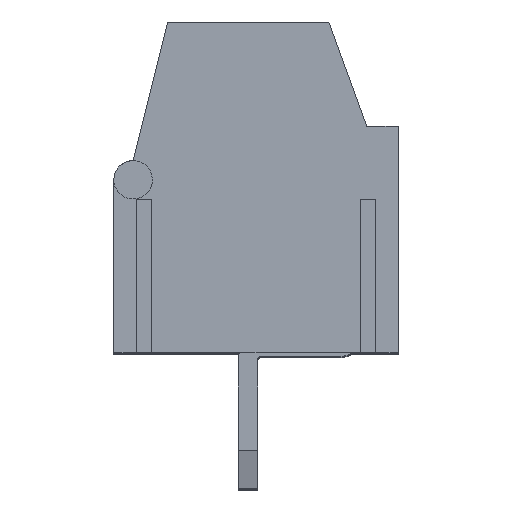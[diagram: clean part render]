
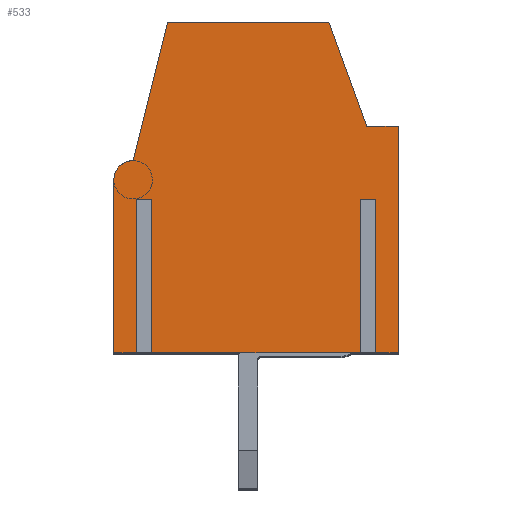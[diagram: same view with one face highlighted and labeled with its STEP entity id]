
A CAD part, top view. The second image highlights one B-rep face of the part: STEP entity #533.
In plain terms, the highlighted planar face has unit normal (0, 0, 1).
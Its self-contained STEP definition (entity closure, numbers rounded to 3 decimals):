
#533=ADVANCED_FACE('',(#1235),#12298,.T.);
#1235=FACE_OUTER_BOUND('',#1939,.T.);
#1939=EDGE_LOOP('',(#3107,#3108,#3109,#3110,#3111,#3112,#3113,#3114,#3115,
#3116,#3117,#3118,#3119,#3120,#3121,#3122));
#3107=ORIENTED_EDGE('',*,*,#6744,.T.);
#3108=ORIENTED_EDGE('',*,*,#6751,.T.);
#3109=ORIENTED_EDGE('',*,*,#6661,.T.);
#3110=ORIENTED_EDGE('',*,*,#6659,.T.);
#3111=ORIENTED_EDGE('',*,*,#6669,.T.);
#3112=ORIENTED_EDGE('',*,*,#6750,.T.);
#3113=ORIENTED_EDGE('',*,*,#6709,.T.);
#3114=ORIENTED_EDGE('',*,*,#6712,.T.);
#3115=ORIENTED_EDGE('',*,*,#6715,.T.);
#3116=ORIENTED_EDGE('',*,*,#6732,.T.);
#3117=ORIENTED_EDGE('',*,*,#6735,.T.);
#3118=ORIENTED_EDGE('',*,*,#6748,.F.);
#3119=ORIENTED_EDGE('',*,*,#6749,.F.);
#3120=ORIENTED_EDGE('',*,*,#6752,.T.);
#3121=ORIENTED_EDGE('',*,*,#6737,.T.);
#3122=ORIENTED_EDGE('',*,*,#6747,.T.);
#6659=EDGE_CURVE('',#10840,#10841,#8983,.T.);
#6661=EDGE_CURVE('',#10844,#10840,#8985,.T.);
#6669=EDGE_CURVE('',#10841,#10847,#8993,.T.);
#6709=EDGE_CURVE('',#10878,#10879,#9033,.T.);
#6712=EDGE_CURVE('',#10879,#10881,#9036,.T.);
#6715=EDGE_CURVE('',#10881,#10883,#9039,.T.);
#6732=EDGE_CURVE('',#10883,#10893,#9048,.T.);
#6735=EDGE_CURVE('',#10893,#10894,#9051,.T.);
#6737=EDGE_CURVE('',#10897,#10898,#9053,.T.);
#6744=EDGE_CURVE('',#10903,#10902,#9060,.T.);
#6747=EDGE_CURVE('',#10898,#10903,#9063,.T.);
#6748=EDGE_CURVE('',#10904,#10894,#8587,.T.);
#6749=EDGE_CURVE('',#10905,#10904,#9064,.T.);
#6750=EDGE_CURVE('',#10847,#10878,#9065,.T.);
#6751=EDGE_CURVE('',#10902,#10844,#9066,.T.);
#6752=EDGE_CURVE('',#10905,#10897,#9067,.T.);
#8587=(
BOUNDED_CURVE()
B_SPLINE_CURVE(2,(#15327,#15328,#15329),.UNSPECIFIED.,.F.,.F.)
B_SPLINE_CURVE_WITH_KNOTS((3,3),(-0.785,0.),.UNSPECIFIED.)
CURVE()
GEOMETRIC_REPRESENTATION_ITEM()
RATIONAL_B_SPLINE_CURVE((1.,0.707,1.))
REPRESENTATION_ITEM('')
);
#8983=B_SPLINE_CURVE_WITH_KNOTS('',1,(#15125,#15126),.UNSPECIFIED.,.F.,
 .F.,(2,2),(0.,0.4),.UNSPECIFIED.);
#8985=B_SPLINE_CURVE_WITH_KNOTS('',1,(#15129,#15130),.UNSPECIFIED.,.F.,
 .F.,(2,2),(0.,4.),.UNSPECIFIED.);
#8993=B_SPLINE_CURVE_WITH_KNOTS('',1,(#15145,#15146),.UNSPECIFIED.,.F.,
 .F.,(2,2),(-4.,0.),.UNSPECIFIED.);
#9033=B_SPLINE_CURVE_WITH_KNOTS('',1,(#15225,#15226),.UNSPECIFIED.,.F.,
 .F.,(2,2),(0.,5.9),.UNSPECIFIED.);
#9036=B_SPLINE_CURVE_WITH_KNOTS('',1,(#15231,#15232),.UNSPECIFIED.,.F.,
 .F.,(2,2),(0.,0.814),.UNSPECIFIED.);
#9039=B_SPLINE_CURVE_WITH_KNOTS('',1,(#15237,#15238),.UNSPECIFIED.,.F.,
 .F.,(2,2),(-2.884,0.),.UNSPECIFIED.);
#9048=B_SPLINE_CURVE_WITH_KNOTS('',1,(#15295,#15296),.UNSPECIFIED.,.F.,
 .F.,(2,2),(-4.2,0.),.UNSPECIFIED.);
#9051=B_SPLINE_CURVE_WITH_KNOTS('',1,(#15301,#15302),.UNSPECIFIED.,.F.,
 .F.,(2,2),(-3.72,0.),.UNSPECIFIED.);
#9053=B_SPLINE_CURVE_WITH_KNOTS('',1,(#15305,#15306),.UNSPECIFIED.,.F.,
 .F.,(2,2),(0.,4.),.UNSPECIFIED.);
#9060=B_SPLINE_CURVE_WITH_KNOTS('',1,(#15319,#15320),.UNSPECIFIED.,.F.,
 .F.,(2,2),(-4.,0.),.UNSPECIFIED.);
#9063=B_SPLINE_CURVE_WITH_KNOTS('',1,(#15325,#15326),.UNSPECIFIED.,.F.,
 .F.,(2,2),(0.,0.4),.UNSPECIFIED.);
#9064=B_SPLINE_CURVE_WITH_KNOTS('',1,(#15330,#15331),.UNSPECIFIED.,.F.,
 .F.,(2,2),(0.,4.5),.UNSPECIFIED.);
#9065=B_SPLINE_CURVE_WITH_KNOTS('',1,(#15332,#15333),.UNSPECIFIED.,.F.,
 .F.,(2,2),(0.,0.58),.UNSPECIFIED.);
#9066=B_SPLINE_CURVE_WITH_KNOTS('',1,(#15334,#15335),.UNSPECIFIED.,.F.,
 .F.,(2,2),(0.,5.44),.UNSPECIFIED.);
#9067=B_SPLINE_CURVE_WITH_KNOTS('',1,(#15336,#15337),.UNSPECIFIED.,.F.,
 .F.,(2,2),(0.,0.58),.UNSPECIFIED.);
#10840=VERTEX_POINT('',#15037);
#10841=VERTEX_POINT('',#15038);
#10844=VERTEX_POINT('',#15041);
#10847=VERTEX_POINT('',#15044);
#10878=VERTEX_POINT('',#15075);
#10879=VERTEX_POINT('',#15076);
#10881=VERTEX_POINT('',#15078);
#10883=VERTEX_POINT('',#15080);
#10893=VERTEX_POINT('',#15090);
#10894=VERTEX_POINT('',#15091);
#10897=VERTEX_POINT('',#15094);
#10898=VERTEX_POINT('',#15095);
#10902=VERTEX_POINT('',#15099);
#10903=VERTEX_POINT('',#15100);
#10904=VERTEX_POINT('',#15101);
#10905=VERTEX_POINT('',#15102);
#12298=PLANE('',#12924);
#12924=AXIS2_PLACEMENT_3D('',#15007,#13533,$);
#13533=DIRECTION('',(0.,0.,1.));
#15007=CARTESIAN_POINT('',(-4.234,-0.862,19.25));
#15037=CARTESIAN_POINT('',(2.927,4.,19.25));
#15038=CARTESIAN_POINT('',(3.327,4.,19.25));
#15041=CARTESIAN_POINT('',(2.927,0.,19.25));
#15044=CARTESIAN_POINT('',(3.327,0.,19.25));
#15075=CARTESIAN_POINT('',(3.907,0.,19.25));
#15076=CARTESIAN_POINT('',(3.907,5.9,19.25));
#15078=CARTESIAN_POINT('',(3.093,5.9,19.25));
#15080=CARTESIAN_POINT('',(2.107,8.61,19.25));
#15090=CARTESIAN_POINT('',(-2.093,8.61,19.25));
#15091=CARTESIAN_POINT('',(-2.993,5.,19.25));
#15094=CARTESIAN_POINT('',(-2.913,0.,19.25));
#15095=CARTESIAN_POINT('',(-2.913,4.,19.25));
#15099=CARTESIAN_POINT('',(-2.513,0.,19.25));
#15100=CARTESIAN_POINT('',(-2.513,4.,19.25));
#15101=CARTESIAN_POINT('',(-3.493,4.5,19.25));
#15102=CARTESIAN_POINT('',(-3.493,0.,19.25));
#15125=CARTESIAN_POINT('',(2.927,4.,19.25));
#15126=CARTESIAN_POINT('',(3.327,4.,19.25));
#15129=CARTESIAN_POINT('',(2.927,0.,19.25));
#15130=CARTESIAN_POINT('',(2.927,4.,19.25));
#15145=CARTESIAN_POINT('',(3.327,4.,19.25));
#15146=CARTESIAN_POINT('',(3.327,0.,19.25));
#15225=CARTESIAN_POINT('',(3.907,0.,19.25));
#15226=CARTESIAN_POINT('',(3.907,5.9,19.25));
#15231=CARTESIAN_POINT('',(3.907,5.9,19.25));
#15232=CARTESIAN_POINT('',(3.093,5.9,19.25));
#15237=CARTESIAN_POINT('',(3.093,5.9,19.25));
#15238=CARTESIAN_POINT('',(2.107,8.61,19.25));
#15295=CARTESIAN_POINT('',(2.107,8.61,19.25));
#15296=CARTESIAN_POINT('',(-2.093,8.61,19.25));
#15301=CARTESIAN_POINT('',(-2.093,8.61,19.25));
#15302=CARTESIAN_POINT('',(-2.993,5.,19.25));
#15305=CARTESIAN_POINT('',(-2.913,0.,19.25));
#15306=CARTESIAN_POINT('',(-2.913,4.,19.25));
#15319=CARTESIAN_POINT('',(-2.513,4.,19.25));
#15320=CARTESIAN_POINT('',(-2.513,0.,19.25));
#15325=CARTESIAN_POINT('',(-2.913,4.,19.25));
#15326=CARTESIAN_POINT('',(-2.513,4.,19.25));
#15327=CARTESIAN_POINT('',(-3.493,4.5,19.25));
#15328=CARTESIAN_POINT('',(-3.493,5.,19.25));
#15329=CARTESIAN_POINT('',(-2.993,5.,19.25));
#15330=CARTESIAN_POINT('',(-3.493,0.,19.25));
#15331=CARTESIAN_POINT('',(-3.493,4.5,19.25));
#15332=CARTESIAN_POINT('',(3.327,0.,19.25));
#15333=CARTESIAN_POINT('',(3.907,0.,19.25));
#15334=CARTESIAN_POINT('',(-2.513,0.,19.25));
#15335=CARTESIAN_POINT('',(2.927,0.,19.25));
#15336=CARTESIAN_POINT('',(-3.493,0.,19.25));
#15337=CARTESIAN_POINT('',(-2.913,0.,19.25));
